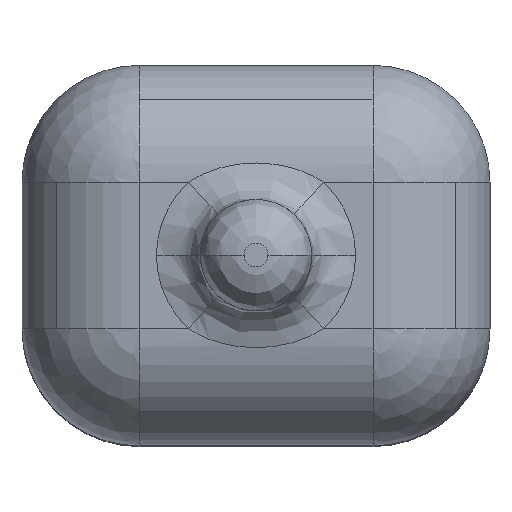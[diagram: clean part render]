
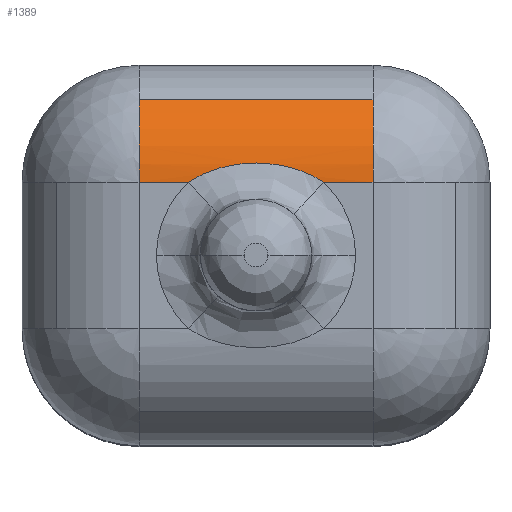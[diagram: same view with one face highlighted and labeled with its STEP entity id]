
A CAD part, top view. The second image highlights one B-rep face of the part: STEP entity #1389.
In plain terms, the highlighted cylindrical face has radius 0.4 mm (diameter 0.8 mm), a partial arc.
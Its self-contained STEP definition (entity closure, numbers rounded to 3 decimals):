
#647=CARTESIAN_POINT('',(1.006,0.753,-2.42));
#648=VERTEX_POINT('',#647);
#698=CARTESIAN_POINT('',(0.206,0.753,-2.42));
#699=VERTEX_POINT('',#698);
#1329=CARTESIAN_POINT('',(0.905,0.753,-2.82));
#1330=DIRECTION('',(1.0,0.,0.));
#1331=DIRECTION('',(0.0,0.707,0.707));
#1332=AXIS2_PLACEMENT_3D('',#1329,#1330,#1331);
#1333=CYLINDRICAL_SURFACE('',#1332,0.4);
#1334=CARTESIAN_POINT('',(0.206,1.036,-2.537));
#1335=VERTEX_POINT('',#1334);
#1336=CARTESIAN_POINT('',(1.006,1.036,-2.537));
#1337=VERTEX_POINT('',#1336);
#1338=CARTESIAN_POINT('',(0.206,1.036,-2.537));
#1339=DIRECTION('',(1.0,0.0,0.0));
#1340=VECTOR('',#1339,0.8);
#1341=LINE('',#1338,#1340);
#1342=EDGE_CURVE('',#1335,#1337,#1341,.T.);
#1343=ORIENTED_EDGE('',*,*,#1342,.F.);
#1344=CARTESIAN_POINT('',(0.206,0.753,-2.82));
#1345=DIRECTION('',(-1.,0.,0.));
#1346=DIRECTION('',(0.,0.707,0.707));
#1347=AXIS2_PLACEMENT_3D('',#1344,#1345,#1346);
#1348=CIRCLE('',#1347,0.4);
#1349=EDGE_CURVE('',#699,#1335,#1348,.T.);
#1350=ORIENTED_EDGE('',*,*,#1349,.F.);
#1351=CARTESIAN_POINT('',(0.375,0.753,-2.42));
#1352=VERTEX_POINT('',#1351);
#1353=CARTESIAN_POINT('',(0.206,0.753,-2.42));
#1354=DIRECTION('',(1.0,0.0,0.0));
#1355=VECTOR('',#1354,0.169);
#1356=LINE('',#1353,#1355);
#1357=EDGE_CURVE('',#699,#1352,#1356,.T.);
#1358=ORIENTED_EDGE('',*,*,#1357,.T.);
#1359=CARTESIAN_POINT('',(0.837,0.753,-2.42));
#1360=VERTEX_POINT('',#1359);
#1361=CARTESIAN_POINT('',(0.375,0.753,-2.42));
#1362=CARTESIAN_POINT('',(0.391,0.764,-2.42));
#1363=CARTESIAN_POINT('',(0.408,0.773,-2.421));
#1364=CARTESIAN_POINT('',(0.454,0.794,-2.422));
#1365=CARTESIAN_POINT('',(0.486,0.804,-2.423));
#1366=CARTESIAN_POINT('',(0.571,0.821,-2.426));
#1367=CARTESIAN_POINT('',(0.626,0.822,-2.426));
#1368=CARTESIAN_POINT('',(0.738,0.804,-2.423));
#1369=CARTESIAN_POINT('',(0.794,0.783,-2.42));
#1370=CARTESIAN_POINT('',(0.837,0.753,-2.42));
#1371=B_SPLINE_CURVE_WITH_KNOTS('',3,(#1361,#1362,#1363,#1364,#1365,#1366,#1367,#1368,#1369,#1370),.UNSPECIFIED.,.F.,.U.,(4,2,2,2,4),(0.0,0.785,2.042,4.053,6.283),.UNSPECIFIED.);
#1372=EDGE_CURVE('',#1360,#1352,#1371,.F.);
#1373=ORIENTED_EDGE('',*,*,#1372,.F.);
#1374=CARTESIAN_POINT('',(0.837,0.753,-2.42));
#1375=DIRECTION('',(1.0,0.0,0.0));
#1376=VECTOR('',#1375,0.169);
#1377=LINE('',#1374,#1376);
#1378=EDGE_CURVE('',#1360,#648,#1377,.T.);
#1379=ORIENTED_EDGE('',*,*,#1378,.T.);
#1380=CARTESIAN_POINT('',(1.006,0.753,-2.82));
#1381=DIRECTION('',(1.0,0.0,0.0));
#1382=DIRECTION('',(0.0,0.0,1.0));
#1383=AXIS2_PLACEMENT_3D('',#1380,#1381,#1382);
#1384=CIRCLE('',#1383,0.4);
#1385=EDGE_CURVE('',#648,#1337,#1384,.F.);
#1386=ORIENTED_EDGE('',*,*,#1385,.T.);
#1387=EDGE_LOOP('',(#1343,#1350,#1358,#1373,#1379,#1386));
#1388=FACE_OUTER_BOUND('',#1387,.T.);
#1389=ADVANCED_FACE('',(#1388),#1333,.T.);
